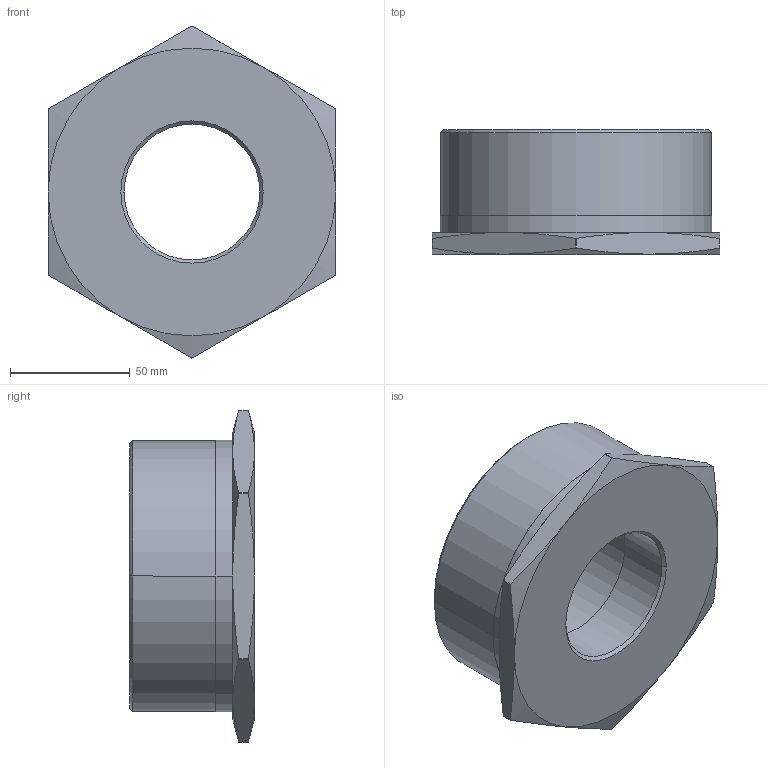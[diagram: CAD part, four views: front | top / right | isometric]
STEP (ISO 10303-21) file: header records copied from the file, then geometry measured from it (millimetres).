
FILE_DESCRIPTION (( 'STEP AP214' ), '1' );
FILE_NAME ('heco_RS-400-200-I.STEP', '2017-05-18T09:20:08', ( '' ), ( '' ), 'SwSTEP 2.0', 'SolidWorks 2016', '' );
FILE_SCHEMA (( 'AUTOMOTIVE_DESIGN' ));
Length unit declared in the file: millimetre
Products named in the file (1): heco_RS-400-200-I
Bounding box: 120 x 52 x 138.47 mm (x, y, z)
Volume: 401711.7 mm3; surface area: 47404.6 mm2
Topology: 1 solids, 1 shells, 233 faces, 592 edges, 388 vertices
Faces by surface type: bspline 97, plane 96, cylinder 20, cone 20
Entity records: 14751 total; most frequent: CARTESIAN_POINT 7919, ORIENTED_EDGE 1184, DIRECTION 660, EDGE_CURVE 592, VERTEX_POINT 388, LINE 314, VECTOR 314, EDGE_LOOP 262
